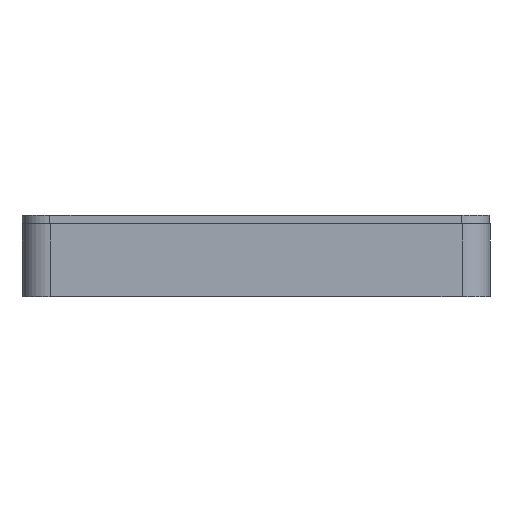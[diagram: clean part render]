
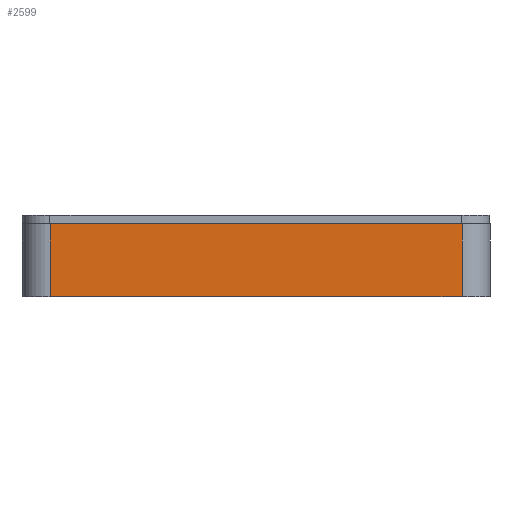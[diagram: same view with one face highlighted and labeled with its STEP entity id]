
A CAD part, left-side view. The second image highlights one B-rep face of the part: STEP entity #2599.
In plain terms, the highlighted planar face has unit normal (-1, 0, 0).
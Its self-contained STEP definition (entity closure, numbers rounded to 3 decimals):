
#158=PLANE('',#2791);
#221=FACE_OUTER_BOUND('',#365,.T.);
#365=EDGE_LOOP('',(#1827,#1828,#1829,#1830));
#598=LINE('',#3924,#808);
#599=LINE('',#3927,#809);
#611=LINE('',#3957,#821);
#612=LINE('',#3958,#822);
#808=VECTOR('',#3119,10.);
#809=VECTOR('',#3122,10.);
#821=VECTOR('',#3142,10.);
#822=VECTOR('',#3143,10.);
#1181=VERTEX_POINT('',#3917);
#1184=VERTEX_POINT('',#3922);
#1185=VERTEX_POINT('',#3926);
#1199=VERTEX_POINT('',#3956);
#1432=EDGE_CURVE('',#1184,#1181,#598,.T.);
#1433=EDGE_CURVE('',#1181,#1185,#599,.T.);
#1448=EDGE_CURVE('',#1199,#1184,#611,.T.);
#1449=EDGE_CURVE('',#1185,#1199,#612,.T.);
#1827=ORIENTED_EDGE('',*,*,#1432,.F.);
#1828=ORIENTED_EDGE('',*,*,#1448,.F.);
#1829=ORIENTED_EDGE('',*,*,#1449,.F.);
#1830=ORIENTED_EDGE('',*,*,#1433,.F.);
#2599=ADVANCED_FACE('',(#221),#158,.T.);
#2791=AXIS2_PLACEMENT_3D('',#3955,#3140,#3141);
#3119=DIRECTION('',(0.,0.,1.));
#3122=DIRECTION('',(0.,-1.,0.));
#3140=DIRECTION('center_axis',(-1.,0.,0.));
#3141=DIRECTION('ref_axis',(0.,-1.,0.));
#3142=DIRECTION('',(0.,1.,0.));
#3143=DIRECTION('',(0.,0.,-1.));
#3917=CARTESIAN_POINT('',(-9.5,69.119,13.));
#3922=CARTESIAN_POINT('',(-9.5,69.119,0.));
#3924=CARTESIAN_POINT('',(-9.5,69.119,0.));
#3926=CARTESIAN_POINT('',(-9.5,-4.5,13.));
#3927=CARTESIAN_POINT('',(-9.5,-9.5,13.));
#3955=CARTESIAN_POINT('Origin',(-9.5,74.119,0.));
#3956=CARTESIAN_POINT('',(-9.5,-4.5,0.));
#3957=CARTESIAN_POINT('',(-9.5,-9.5,0.));
#3958=CARTESIAN_POINT('',(-9.5,-4.5,0.));
